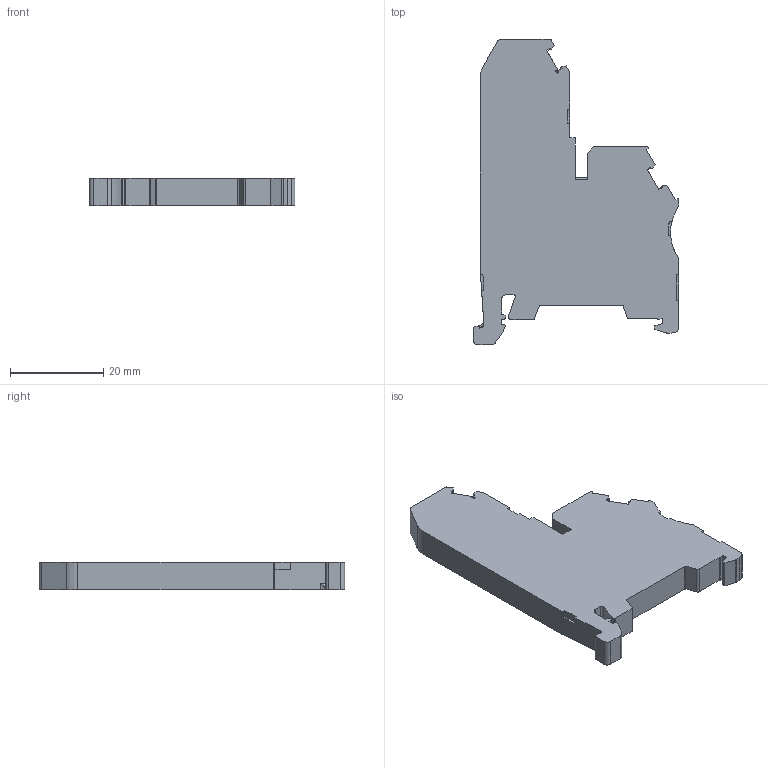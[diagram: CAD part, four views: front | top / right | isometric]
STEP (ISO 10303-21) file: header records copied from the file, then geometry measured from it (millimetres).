
FILE_DESCRIPTION (( 'STEP AP214' ), '1' );
FILE_NAME ('304270_AVK 4 GD_Beige.STP', '2013-11-12T10:18:04', ( 'arge' ), ( 'Microsoft' ), 'SwSTEP 2.0', 'SolidWorks 2013', '' );
FILE_SCHEMA (( 'AUTOMOTIVE_DESIGN' ));
Length unit declared in the file: millimetre
Products named in the file (1): 304270_AVK 4 GD_Beige
Bounding box: 44.2 x 65.58 x 6 mm (x, y, z)
Volume: 11152.2 mm3; surface area: 5329.8 mm2
Topology: 1 solids, 1 shells, 168 faces, 489 edges, 326 vertices
Faces by surface type: plane 103, cylinder 64, cone 1
Entity records: 5696 total; most frequent: CARTESIAN_POINT 1255, ORIENTED_EDGE 978, DIRECTION 858, EDGE_CURVE 489, VERTEX_POINT 326, VECTOR 324, LINE 324, AXIS2_PLACEMENT_3D 267
